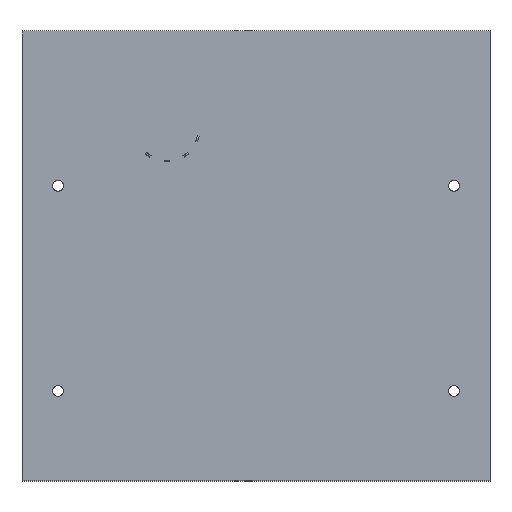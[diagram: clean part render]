
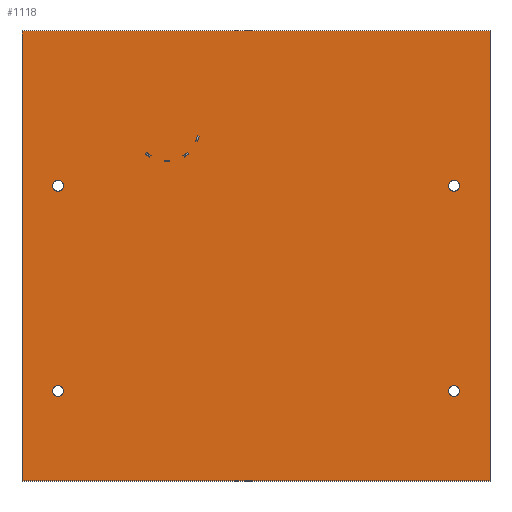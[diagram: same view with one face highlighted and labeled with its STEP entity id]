
A CAD part, top view. The second image highlights one B-rep face of the part: STEP entity #1118.
In plain terms, the highlighted planar face has unit normal (0, 0, 1).
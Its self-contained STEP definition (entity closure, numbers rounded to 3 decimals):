
#59=FACE_BOUND('',#2685,.T.);
#60=FACE_BOUND('',#2686,.T.);
#61=FACE_BOUND('',#2687,.T.);
#62=FACE_BOUND('',#2688,.T.);
#233=(
BOUNDED_CURVE()
B_SPLINE_CURVE(2,(#22360,#22361,#22362,#22363,#22364),.UNSPECIFIED.,.F.,
 .F.)
B_SPLINE_CURVE_WITH_KNOTS((3,2,3),(-0.009,-0.007,
-0.005),.UNSPECIFIED.)
CURVE()
GEOMETRIC_REPRESENTATION_ITEM()
RATIONAL_B_SPLINE_CURVE((1.,0.707,1.,0.707,1.))
REPRESENTATION_ITEM('')
);
#235=(
BOUNDED_CURVE()
B_SPLINE_CURVE(2,(#22372,#22373,#22374,#22375,#22376),.UNSPECIFIED.,.F.,
 .F.)
B_SPLINE_CURVE_WITH_KNOTS((3,2,3),(-0.009,-0.007,
-0.005),.UNSPECIFIED.)
CURVE()
GEOMETRIC_REPRESENTATION_ITEM()
RATIONAL_B_SPLINE_CURVE((1.,0.707,1.,0.707,1.))
REPRESENTATION_ITEM('')
);
#237=(
BOUNDED_CURVE()
B_SPLINE_CURVE(2,(#22420,#22421,#22422,#22423,#22424),.UNSPECIFIED.,.F.,
 .F.)
B_SPLINE_CURVE_WITH_KNOTS((3,2,3),(-0.009,-0.007,
-0.005),.UNSPECIFIED.)
CURVE()
GEOMETRIC_REPRESENTATION_ITEM()
RATIONAL_B_SPLINE_CURVE((1.,0.707,1.,0.707,1.))
REPRESENTATION_ITEM('')
);
#239=(
BOUNDED_CURVE()
B_SPLINE_CURVE(2,(#22432,#22433,#22434,#22435,#22436),.UNSPECIFIED.,.F.,
 .F.)
B_SPLINE_CURVE_WITH_KNOTS((3,2,3),(-0.009,-0.007,
-0.005),.UNSPECIFIED.)
CURVE()
GEOMETRIC_REPRESENTATION_ITEM()
RATIONAL_B_SPLINE_CURVE((1.,0.707,1.,0.707,1.))
REPRESENTATION_ITEM('')
);
#241=(
BOUNDED_CURVE()
B_SPLINE_CURVE(2,(#22468,#22469,#22470,#22471,#22472),.UNSPECIFIED.,.F.,
 .F.)
B_SPLINE_CURVE_WITH_KNOTS((3,2,3),(-0.005,-0.002,
0.),.UNSPECIFIED.)
CURVE()
GEOMETRIC_REPRESENTATION_ITEM()
RATIONAL_B_SPLINE_CURVE((1.,0.707,1.,0.707,1.))
REPRESENTATION_ITEM('')
);
#243=(
BOUNDED_CURVE()
B_SPLINE_CURVE(2,(#22480,#22481,#22482,#22483,#22484),.UNSPECIFIED.,.F.,
 .F.)
B_SPLINE_CURVE_WITH_KNOTS((3,2,3),(-0.005,-0.002,
0.),.UNSPECIFIED.)
CURVE()
GEOMETRIC_REPRESENTATION_ITEM()
RATIONAL_B_SPLINE_CURVE((1.,0.707,1.,0.707,1.))
REPRESENTATION_ITEM('')
);
#245=(
BOUNDED_CURVE()
B_SPLINE_CURVE(2,(#22492,#22493,#22494,#22495,#22496),.UNSPECIFIED.,.F.,
 .F.)
B_SPLINE_CURVE_WITH_KNOTS((3,2,3),(-0.005,-0.002,
0.),.UNSPECIFIED.)
CURVE()
GEOMETRIC_REPRESENTATION_ITEM()
RATIONAL_B_SPLINE_CURVE((1.,0.707,1.,0.707,1.))
REPRESENTATION_ITEM('')
);
#247=(
BOUNDED_CURVE()
B_SPLINE_CURVE(2,(#22504,#22505,#22506,#22507,#22508),.UNSPECIFIED.,.F.,
 .F.)
B_SPLINE_CURVE_WITH_KNOTS((3,2,3),(-0.005,-0.002,
0.),.UNSPECIFIED.)
CURVE()
GEOMETRIC_REPRESENTATION_ITEM()
RATIONAL_B_SPLINE_CURVE((1.,0.707,1.,0.707,1.))
REPRESENTATION_ITEM('')
);
#1118=ADVANCED_FACE('',(#1877,#59,#60,#61,#62),#13338,.T.);
#1877=FACE_OUTER_BOUND('',#2684,.T.);
#2684=EDGE_LOOP('',(#6984,#6985,#6986,#6987));
#2685=EDGE_LOOP('',(#6988,#6989));
#2686=EDGE_LOOP('',(#6990,#6991));
#2687=EDGE_LOOP('',(#6992,#6993));
#2688=EDGE_LOOP('',(#6994,#6995));
#6984=ORIENTED_EDGE('',*,*,#9197,.T.);
#6985=ORIENTED_EDGE('',*,*,#9195,.T.);
#6986=ORIENTED_EDGE('',*,*,#9189,.T.);
#6987=ORIENTED_EDGE('',*,*,#9199,.T.);
#6988=ORIENTED_EDGE('',*,*,#9203,.T.);
#6989=ORIENTED_EDGE('',*,*,#9227,.T.);
#6990=ORIENTED_EDGE('',*,*,#9206,.T.);
#6991=ORIENTED_EDGE('',*,*,#9230,.T.);
#6992=ORIENTED_EDGE('',*,*,#9185,.T.);
#6993=ORIENTED_EDGE('',*,*,#9221,.T.);
#6994=ORIENTED_EDGE('',*,*,#9188,.T.);
#6995=ORIENTED_EDGE('',*,*,#9224,.T.);
#9185=EDGE_CURVE('',#12635,#12663,#233,.T.);
#9188=EDGE_CURVE('',#12637,#12665,#235,.T.);
#9189=EDGE_CURVE('',#12641,#12642,#11198,.T.);
#9195=EDGE_CURVE('',#12645,#12641,#11204,.T.);
#9197=EDGE_CURVE('',#12646,#12645,#11206,.T.);
#9199=EDGE_CURVE('',#12642,#12646,#11208,.T.);
#9203=EDGE_CURVE('',#12647,#12667,#237,.T.);
#9206=EDGE_CURVE('',#12649,#12669,#239,.T.);
#9221=EDGE_CURVE('',#12663,#12635,#241,.T.);
#9224=EDGE_CURVE('',#12665,#12637,#243,.T.);
#9227=EDGE_CURVE('',#12667,#12647,#245,.T.);
#9230=EDGE_CURVE('',#12669,#12649,#247,.T.);
#11198=B_SPLINE_CURVE_WITH_KNOTS('',1,(#22377,#22378),.UNSPECIFIED.,.F.,
 .F.,(2,2),(-0.13,0.),.UNSPECIFIED.);
#11204=B_SPLINE_CURVE_WITH_KNOTS('',1,(#22393,#22394),.UNSPECIFIED.,.F.,
 .F.,(2,2),(-0.125,0.),.UNSPECIFIED.);
#11206=B_SPLINE_CURVE_WITH_KNOTS('',1,(#22399,#22400),.UNSPECIFIED.,.F.,
 .F.,(2,2),(-0.13,0.),.UNSPECIFIED.);
#11208=B_SPLINE_CURVE_WITH_KNOTS('',1,(#22405,#22406),.UNSPECIFIED.,.F.,
 .F.,(2,2),(-0.125,0.),.UNSPECIFIED.);
#12635=VERTEX_POINT('',#22317);
#12637=VERTEX_POINT('',#22319);
#12641=VERTEX_POINT('',#22323);
#12642=VERTEX_POINT('',#22324);
#12645=VERTEX_POINT('',#22327);
#12646=VERTEX_POINT('',#22328);
#12647=VERTEX_POINT('',#22329);
#12649=VERTEX_POINT('',#22331);
#12663=VERTEX_POINT('',#22345);
#12665=VERTEX_POINT('',#22347);
#12667=VERTEX_POINT('',#22349);
#12669=VERTEX_POINT('',#22351);
#13338=PLANE('',#14146);
#14146=AXIS2_PLACEMENT_3D('',#22306,#14875,$);
#14875=DIRECTION('',(0.,0.,1.));
#22306=CARTESIAN_POINT('',(-678.06,-631.56,-6.));
#22317=CARTESIAN_POINT('',(-56.5,63.,-6.));
#22319=CARTESIAN_POINT('',(53.5,63.,-6.));
#22323=CARTESIAN_POINT('',(-65.,-19.,-6.));
#22324=CARTESIAN_POINT('',(65.,-19.,-6.));
#22327=CARTESIAN_POINT('',(-65.,106.,-6.));
#22328=CARTESIAN_POINT('',(65.,106.,-6.));
#22329=CARTESIAN_POINT('',(-56.5,6.,-6.));
#22331=CARTESIAN_POINT('',(53.5,6.,-6.));
#22345=CARTESIAN_POINT('',(-53.5,63.,-6.));
#22347=CARTESIAN_POINT('',(56.5,63.,-6.));
#22349=CARTESIAN_POINT('',(-53.5,6.,-6.));
#22351=CARTESIAN_POINT('',(56.5,6.,-6.));
#22360=CARTESIAN_POINT('',(-56.5,63.,-6.));
#22361=CARTESIAN_POINT('',(-56.5,64.5,-6.));
#22362=CARTESIAN_POINT('',(-55.,64.5,-6.));
#22363=CARTESIAN_POINT('',(-53.5,64.5,-6.));
#22364=CARTESIAN_POINT('',(-53.5,63.,-6.));
#22372=CARTESIAN_POINT('',(53.5,63.,-6.));
#22373=CARTESIAN_POINT('',(53.5,64.5,-6.));
#22374=CARTESIAN_POINT('',(55.,64.5,-6.));
#22375=CARTESIAN_POINT('',(56.5,64.5,-6.));
#22376=CARTESIAN_POINT('',(56.5,63.,-6.));
#22377=CARTESIAN_POINT('',(-65.,-19.,-6.));
#22378=CARTESIAN_POINT('',(65.,-19.,-6.));
#22393=CARTESIAN_POINT('',(-65.,106.,-6.));
#22394=CARTESIAN_POINT('',(-65.,-19.,-6.));
#22399=CARTESIAN_POINT('',(65.,106.,-6.));
#22400=CARTESIAN_POINT('',(-65.,106.,-6.));
#22405=CARTESIAN_POINT('',(65.,-19.,-6.));
#22406=CARTESIAN_POINT('',(65.,106.,-6.));
#22420=CARTESIAN_POINT('',(-56.5,6.,-6.));
#22421=CARTESIAN_POINT('',(-56.5,7.5,-6.));
#22422=CARTESIAN_POINT('',(-55.,7.5,-6.));
#22423=CARTESIAN_POINT('',(-53.5,7.5,-6.));
#22424=CARTESIAN_POINT('',(-53.5,6.,-6.));
#22432=CARTESIAN_POINT('',(53.5,6.,-6.));
#22433=CARTESIAN_POINT('',(53.5,7.5,-6.));
#22434=CARTESIAN_POINT('',(55.,7.5,-6.));
#22435=CARTESIAN_POINT('',(56.5,7.5,-6.));
#22436=CARTESIAN_POINT('',(56.5,6.,-6.));
#22468=CARTESIAN_POINT('',(-53.5,63.,-6.));
#22469=CARTESIAN_POINT('',(-53.5,61.5,-6.));
#22470=CARTESIAN_POINT('',(-55.,61.5,-6.));
#22471=CARTESIAN_POINT('',(-56.5,61.5,-6.));
#22472=CARTESIAN_POINT('',(-56.5,63.,-6.));
#22480=CARTESIAN_POINT('',(56.5,63.,-6.));
#22481=CARTESIAN_POINT('',(56.5,61.5,-6.));
#22482=CARTESIAN_POINT('',(55.,61.5,-6.));
#22483=CARTESIAN_POINT('',(53.5,61.5,-6.));
#22484=CARTESIAN_POINT('',(53.5,63.,-6.));
#22492=CARTESIAN_POINT('',(-53.5,6.,-6.));
#22493=CARTESIAN_POINT('',(-53.5,4.5,-6.));
#22494=CARTESIAN_POINT('',(-55.,4.5,-6.));
#22495=CARTESIAN_POINT('',(-56.5,4.5,-6.));
#22496=CARTESIAN_POINT('',(-56.5,6.,-6.));
#22504=CARTESIAN_POINT('',(56.5,6.,-6.));
#22505=CARTESIAN_POINT('',(56.5,4.5,-6.));
#22506=CARTESIAN_POINT('',(55.,4.5,-6.));
#22507=CARTESIAN_POINT('',(53.5,4.5,-6.));
#22508=CARTESIAN_POINT('',(53.5,6.,-6.));
